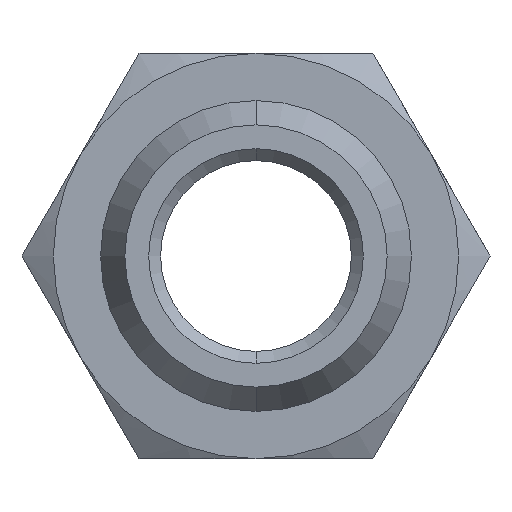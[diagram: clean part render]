
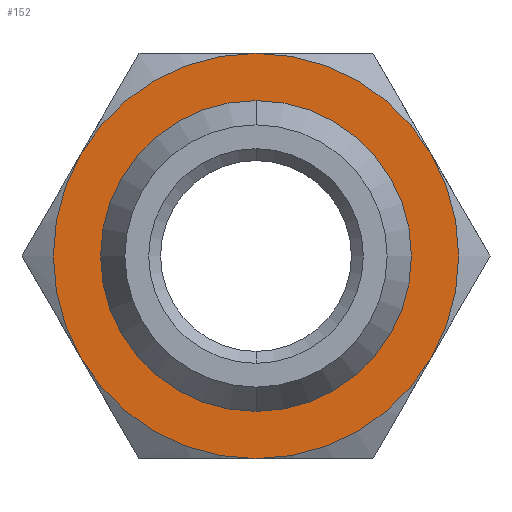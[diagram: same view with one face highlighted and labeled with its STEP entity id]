
A CAD part, front view. The second image highlights one B-rep face of the part: STEP entity #152.
In plain terms, the highlighted planar face has unit normal (0, -1, 0).
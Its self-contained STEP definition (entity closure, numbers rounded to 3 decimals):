
#13 = EDGE_LOOP ( 'NONE', ( #226, #114 ) ) ;
#69 = CARTESIAN_POINT ( 'NONE',  ( 0., 8., 6.52 ) ) ;
#114 = ORIENTED_EDGE ( 'NONE', *, *, #118, .T. ) ;
#118 = EDGE_CURVE ( 'NONE', #1101, #1068, #283, .T. ) ;
#143 = CARTESIAN_POINT ( 'NONE',  ( 0., 8., 0. ) ) ;
#152 = ADVANCED_FACE ( 'NONE', ( #1125, #249 ), #745, .T. ) ;
#186 = CARTESIAN_POINT ( 'NONE',  ( 0., 8., -8.5 ) ) ;
#199 = AXIS2_PLACEMENT_3D ( 'NONE', #936, #749, #754 ) ;
#226 = ORIENTED_EDGE ( 'NONE', *, *, #410, .T. ) ;
#233 = AXIS2_PLACEMENT_3D ( 'NONE', #759, #757, #695 ) ;
#238 = ORIENTED_EDGE ( 'NONE', *, *, #1137, .F. ) ;
#249 = FACE_BOUND ( 'NONE', #287, .T. ) ;
#281 = CIRCLE ( 'NONE', #1026, 6.52 ) ;
#283 = CIRCLE ( 'NONE', #199, 8.5 ) ;
#287 = EDGE_LOOP ( 'NONE', ( #238, #545 ) ) ;
#343 = DIRECTION ( 'NONE',  ( 0., 0., -1. ) ) ;
#356 = CARTESIAN_POINT ( 'NONE',  ( 0., 8., -6.52 ) ) ;
#410 = EDGE_CURVE ( 'NONE', #1068, #1101, #416, .T. ) ;
#416 = CIRCLE ( 'NONE', #1012, 8.5 ) ;
#478 = VERTEX_POINT ( 'NONE', #356 ) ;
#545 = ORIENTED_EDGE ( 'NONE', *, *, #755, .F. ) ;
#550 = DIRECTION ( 'NONE',  ( 0., 0., -1. ) ) ;
#554 = DIRECTION ( 'NONE',  ( 0., -1., 0. ) ) ;
#560 = CARTESIAN_POINT ( 'NONE',  ( 0., 8., 0. ) ) ;
#564 = DIRECTION ( 'NONE',  ( 0., -1., 0. ) ) ;
#574 = AXIS2_PLACEMENT_3D ( 'NONE', #710, #999, #997 ) ;
#608 = CIRCLE ( 'NONE', #233, 6.52 ) ;
#695 = DIRECTION ( 'NONE',  ( 0., 0., -1. ) ) ;
#710 = CARTESIAN_POINT ( 'NONE',  ( 8.5, 8., 0. ) ) ;
#745 = PLANE ( 'NONE',  #574 ) ;
#749 = DIRECTION ( 'NONE',  ( 0., -1., 0. ) ) ;
#754 = DIRECTION ( 'NONE',  ( 0., 0., -1. ) ) ;
#755 = EDGE_CURVE ( 'NONE', #1100, #478, #281, .T. ) ;
#757 = DIRECTION ( 'NONE',  ( 0., -1., 0. ) ) ;
#759 = CARTESIAN_POINT ( 'NONE',  ( 0., 8., 0. ) ) ;
#934 = CARTESIAN_POINT ( 'NONE',  ( 0., 8., 8.5 ) ) ;
#936 = CARTESIAN_POINT ( 'NONE',  ( 0., 8., 0. ) ) ;
#997 = DIRECTION ( 'NONE',  ( 0., 0., -1. ) ) ;
#999 = DIRECTION ( 'NONE',  ( 0., -1., 0. ) ) ;
#1012 = AXIS2_PLACEMENT_3D ( 'NONE', #143, #564, #343 ) ;
#1026 = AXIS2_PLACEMENT_3D ( 'NONE', #560, #554, #550 ) ;
#1068 = VERTEX_POINT ( 'NONE', #186 ) ;
#1100 = VERTEX_POINT ( 'NONE', #69 ) ;
#1101 = VERTEX_POINT ( 'NONE', #934 ) ;
#1125 = FACE_OUTER_BOUND ( 'NONE', #13, .T. ) ;
#1137 = EDGE_CURVE ( 'NONE', #478, #1100, #608, .T. ) ;
